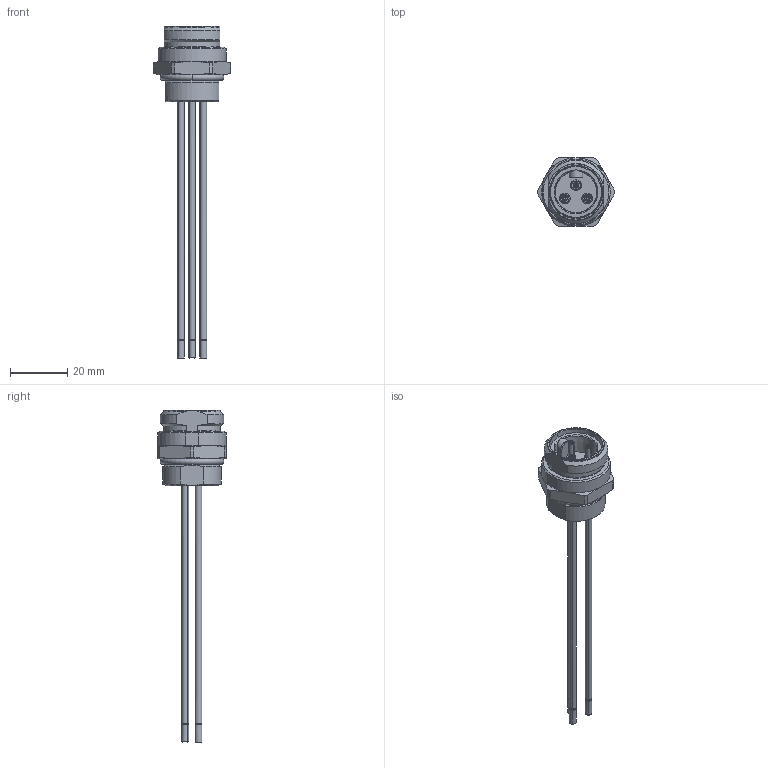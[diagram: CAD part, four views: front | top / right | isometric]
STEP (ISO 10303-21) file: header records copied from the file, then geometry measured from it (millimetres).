
FILE_DESCRIPTION(('CATIA V5 STEP Exchange','CAx-IF Rec.Pracs.--- Model Styling and Organization---1.5--- 2016-08-15','CAx-IF Rec.Pracs.---Supplemental Geometry---1.0---2011-11-01','CAx-IF Rec.Pracs.--- Composite Materials ---1.1---2010-07-15'),'2;1');
FILE_NAME ('010782-4_0', '2025-07-16T12:42:11+00:00', ('none'), ('Weidmueller'), 'CATIA Version 5-6 Release 2024 SP4', 'CATIA V5 STEP AP214 v3', 'none');
FILE_SCHEMA(('AUTOMOTIVE_DESIGN { 1 0 10303 214 1 1 1 1 }'));
Length unit declared in the file: millimetre
Products named in the file (1): 1292340000
Bounding box: 27 x 24 x 116.3 mm (x, y, z)
Volume: 9796.5 mm3; surface area: 5858.8 mm2
Topology: 1 solids, 1 shells, 172 faces, 407 edges, 258 vertices
Faces by surface type: cylinder 61, cone 42, plane 40, torus 13, bspline 12, sphere 4
Entity records: 5316 total; most frequent: CARTESIAN_POINT 1838, ORIENTED_EDGE 814, DIRECTION 476, EDGE_CURVE 407, AXIS2_PLACEMENT_3D 273, VERTEX_POINT 258, EDGE_LOOP 193, CIRCLE 181
